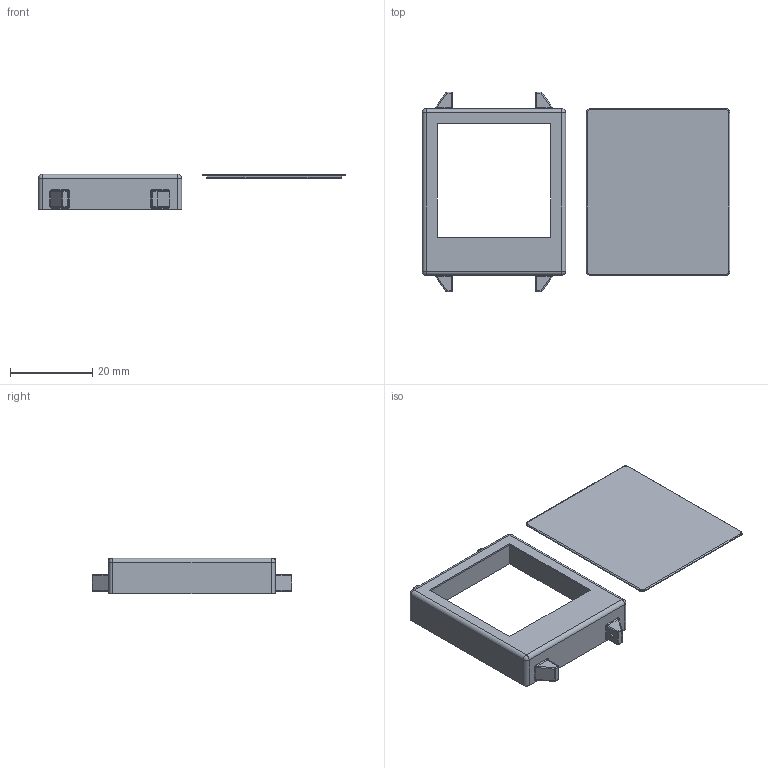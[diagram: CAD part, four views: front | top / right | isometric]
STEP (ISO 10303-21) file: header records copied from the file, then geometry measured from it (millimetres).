
FILE_DESCRIPTION(/* description */ ('STEP AP242','CAx-IF Rec.Pracs.---Representation and Presentation of Product Manufacturing Information (PMI)---4.0---2014-10-13','CAx-IF Rec.Pracs.---3D Tessellated Geometry---0.4---2014-09-14','2;1'),/* implementation_level */ '2;1');
FILE_NAME(/* name */ '680e7672ce42de10b9a01032',/* time_stamp */ '2025-04-27T18:24:50Z',/* author */ (''),/* organization */ (''),/* preprocessor_version */ 'ST-DEVELOPER v20',/* originating_system */ 'ONSHAPE BY PTC INC, 1.197',/* authorisation */ ' ');
FILE_SCHEMA (('AP242_MANAGED_MODEL_BASED_3D_ENGINEERING_MIM_LF { 1 0 10303 442 1 1 4 }'));
Length unit declared in the file: metre
Products named in the file (2): Part 1; Part 2
Bounding box: 74.6 x 48.42 x 8.6 mm (x, y, z)
Volume: 3064.6 mm3; surface area: 6834 mm2
Topology: 2 solids, 2 shells, 190 faces, 432 edges, 230 vertices
Faces by surface type: cylinder 82, plane 58, sphere 26, torus 16, bspline 8
Full cylindrical faces by diameter (mm): 1.1 x4
Entity records: 5114 total; most frequent: DIRECTION 950, CARTESIAN_POINT 928, ORIENTED_EDGE 792, EDGE_CURVE 396, AXIS2_PLACEMENT_3D 370, VERTEX_POINT 228, LINE 210, VECTOR 210
